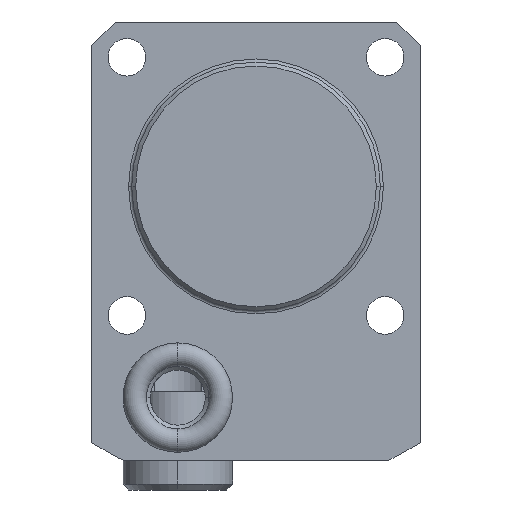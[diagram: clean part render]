
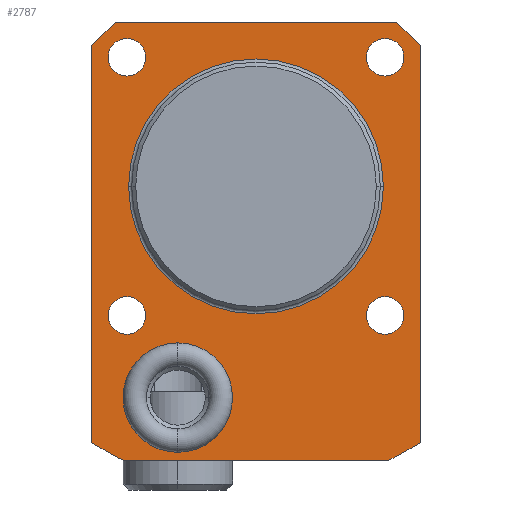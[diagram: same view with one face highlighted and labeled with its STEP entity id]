
A CAD part, front view. The second image highlights one B-rep face of the part: STEP entity #2787.
In plain terms, the highlighted planar face has unit normal (0, -1, 0).
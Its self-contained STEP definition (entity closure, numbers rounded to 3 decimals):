
#317=CARTESIAN_POINT('',(0.,0.,0.));
#318=DIRECTION('',(0.,1.,0.));
#319=DIRECTION('',(-1.,0.,0.));
#320=AXIS2_PLACEMENT_3D('',#317,#318,#319);
#325=CARTESIAN_POINT('',(0.,0.,0.));
#326=DIRECTION('',(0.,1.,0.));
#327=DIRECTION('',(1.,0.,0.));
#328=AXIS2_PLACEMENT_3D('',#325,#326,#327);
#333=DIRECTION('',(1.,0.,0.));
#334=VECTOR('',#333,33.931);
#335=CARTESIAN_POINT('',(-16.965,0.,-35.));
#336=LINE('',#335,#334);
#340=DIRECTION('',(0.,0.,-1.));
#341=VECTOR('',#340,50.739);
#342=CARTESIAN_POINT('',(-21.,0.,18.));
#343=LINE('',#342,#341);
#347=DIRECTION('',(-0.707,0.,-0.707));
#348=VECTOR('',#347,4.243);
#349=CARTESIAN_POINT('',(-18.,0.,21.));
#350=LINE('',#349,#348);
#354=DIRECTION('',(-1.,0.,0.));
#355=VECTOR('',#354,36.);
#356=CARTESIAN_POINT('',(18.,0.,21.));
#357=LINE('',#356,#355);
#361=DIRECTION('',(-0.707,0.,0.707));
#362=VECTOR('',#361,4.243);
#363=CARTESIAN_POINT('',(21.,0.,18.));
#364=LINE('',#363,#362);
#368=DIRECTION('',(0.,0.,1.));
#369=VECTOR('',#368,50.739);
#370=CARTESIAN_POINT('',(21.,0.,-32.739));
#371=LINE('',#370,#369);
#375=CARTESIAN_POINT('',(-16.5,0.,-16.5));
#376=DIRECTION('',(0.,1.,0.));
#377=DIRECTION('',(-1.,0.,0.));
#378=AXIS2_PLACEMENT_3D('',#375,#376,#377);
#383=CARTESIAN_POINT('',(-16.5,0.,-16.5));
#384=DIRECTION('',(0.,1.,0.));
#385=DIRECTION('',(1.,0.,0.));
#386=AXIS2_PLACEMENT_3D('',#383,#384,#385);
#391=CARTESIAN_POINT('',(16.5,0.,-16.5));
#392=DIRECTION('',(0.,1.,0.));
#393=DIRECTION('',(-1.,0.,0.));
#394=AXIS2_PLACEMENT_3D('',#391,#392,#393);
#399=CARTESIAN_POINT('',(16.5,0.,-16.5));
#400=DIRECTION('',(0.,1.,0.));
#401=DIRECTION('',(1.,0.,0.));
#402=AXIS2_PLACEMENT_3D('',#399,#400,#401);
#407=CARTESIAN_POINT('',(16.5,0.,16.5));
#408=DIRECTION('',(0.,1.,0.));
#409=DIRECTION('',(-1.,0.,0.));
#410=AXIS2_PLACEMENT_3D('',#407,#408,#409);
#415=CARTESIAN_POINT('',(16.5,0.,16.5));
#416=DIRECTION('',(0.,1.,0.));
#417=DIRECTION('',(1.,0.,0.));
#418=AXIS2_PLACEMENT_3D('',#415,#416,#417);
#423=CARTESIAN_POINT('',(-16.5,0.,16.5));
#424=DIRECTION('',(0.,1.,0.));
#425=DIRECTION('',(-1.,0.,0.));
#426=AXIS2_PLACEMENT_3D('',#423,#424,#425);
#431=CARTESIAN_POINT('',(-16.5,0.,16.5));
#432=DIRECTION('',(0.,1.,0.));
#433=DIRECTION('',(1.,0.,0.));
#434=AXIS2_PLACEMENT_3D('',#431,#432,#433);
#439=CARTESIAN_POINT('',(-10.,0.,-27.));
#440=DIRECTION('',(0.,-1.,0.));
#441=DIRECTION('',(-1.,0.,0.));
#442=AXIS2_PLACEMENT_3D('',#439,#440,#441);
#447=CARTESIAN_POINT('',(-10.,0.,-27.));
#448=DIRECTION('',(0.,-1.,0.));
#449=DIRECTION('',(1.,0.,0.));
#450=AXIS2_PLACEMENT_3D('',#447,#448,#449);
#570=CARTESIAN_POINT('',(0.,0.,0.));
#571=DIRECTION('',(0.,-1.,0.));
#572=DIRECTION('',(0.436,0.,-0.9));
#573=AXIS2_PLACEMENT_3D('',#570,#571,#572);
#624=CARTESIAN_POINT('',(0.,0.,0.));
#625=DIRECTION('',(0.,-1.,0.));
#626=DIRECTION('',(-0.54,0.,-0.842));
#627=AXIS2_PLACEMENT_3D('',#624,#625,#626);
#2158=CARTESIAN_POINT('',(-16.965,0.,-35.));
#2159=CARTESIAN_POINT('',(16.965,0.,-35.));
#2160=VERTEX_POINT('',#2158);
#2161=VERTEX_POINT('',#2159);
#2162=CARTESIAN_POINT('',(21.,0.,-32.739));
#2163=CARTESIAN_POINT('',(21.,0.,18.));
#2164=VERTEX_POINT('',#2162);
#2165=VERTEX_POINT('',#2163);
#2170=CARTESIAN_POINT('',(-21.,0.,-32.739));
#2171=VERTEX_POINT('',#2170);
#2172=CARTESIAN_POINT('',(-18.9,0.,-16.5));
#2173=CARTESIAN_POINT('',(-14.1,0.,-16.5));
#2174=VERTEX_POINT('',#2172);
#2175=VERTEX_POINT('',#2173);
#2176=CARTESIAN_POINT('',(14.1,0.,-16.5));
#2177=CARTESIAN_POINT('',(18.9,0.,-16.5));
#2178=VERTEX_POINT('',#2176);
#2179=VERTEX_POINT('',#2177);
#2180=CARTESIAN_POINT('',(14.1,0.,16.5));
#2181=CARTESIAN_POINT('',(18.9,0.,16.5));
#2182=VERTEX_POINT('',#2180);
#2183=VERTEX_POINT('',#2181);
#2184=CARTESIAN_POINT('',(-18.9,0.,16.5));
#2185=CARTESIAN_POINT('',(-14.1,0.,16.5));
#2186=VERTEX_POINT('',#2184);
#2187=VERTEX_POINT('',#2185);
#2217=CARTESIAN_POINT('',(-16.285,0.,0.));
#2218=CARTESIAN_POINT('',(16.285,0.,0.));
#2219=VERTEX_POINT('',#2217);
#2220=VERTEX_POINT('',#2218);
#2309=CARTESIAN_POINT('',(-17.,0.,-27.));
#2310=CARTESIAN_POINT('',(-3.,0.,-27.));
#2311=VERTEX_POINT('',#2309);
#2312=VERTEX_POINT('',#2310);
#2423=CARTESIAN_POINT('',(18.,0.,21.));
#2424=VERTEX_POINT('',#2423);
#2425=CARTESIAN_POINT('',(-18.,0.,21.));
#2426=VERTEX_POINT('',#2425);
#2427=CARTESIAN_POINT('',(-21.,0.,18.));
#2428=VERTEX_POINT('',#2427);
#2729=CARTESIAN_POINT('',(0.,0.,0.));
#2730=DIRECTION('',(0.,-1.,0.));
#2731=DIRECTION('',(-1.,0.,0.));
#2732=AXIS2_PLACEMENT_3D('',#2729,#2730,#2731);
#2733=PLANE('',#2732);
#2735=ORIENTED_EDGE('',*,*,#2734,.F.);
#2737=ORIENTED_EDGE('',*,*,#2736,.F.);
#2739=ORIENTED_EDGE('',*,*,#2738,.F.);
#2741=ORIENTED_EDGE('',*,*,#2740,.F.);
#2743=ORIENTED_EDGE('',*,*,#2742,.F.);
#2745=ORIENTED_EDGE('',*,*,#2744,.F.);
#2747=ORIENTED_EDGE('',*,*,#2746,.F.);
#2749=ORIENTED_EDGE('',*,*,#2748,.F.);
#2750=EDGE_LOOP('',(#2735,#2737,#2739,#2741,#2743,#2745,#2747,#2749));
#2751=FACE_OUTER_BOUND('',#2750,.F.);
#2753=ORIENTED_EDGE('',*,*,#2752,.F.);
#2755=ORIENTED_EDGE('',*,*,#2754,.F.);
#2756=EDGE_LOOP('',(#2753,#2755));
#2757=FACE_BOUND('',#2756,.F.);
#2759=ORIENTED_EDGE('',*,*,#2758,.F.);
#2761=ORIENTED_EDGE('',*,*,#2760,.F.);
#2762=EDGE_LOOP('',(#2759,#2761));
#2763=FACE_BOUND('',#2762,.F.);
#2765=ORIENTED_EDGE('',*,*,#2764,.F.);
#2767=ORIENTED_EDGE('',*,*,#2766,.F.);
#2768=EDGE_LOOP('',(#2765,#2767));
#2769=FACE_BOUND('',#2768,.F.);
#2771=ORIENTED_EDGE('',*,*,#2770,.F.);
#2773=ORIENTED_EDGE('',*,*,#2772,.F.);
#2774=EDGE_LOOP('',(#2771,#2773));
#2775=FACE_BOUND('',#2774,.F.);
#2777=ORIENTED_EDGE('',*,*,#2776,.F.);
#2779=ORIENTED_EDGE('',*,*,#2778,.F.);
#2780=EDGE_LOOP('',(#2777,#2779));
#2781=FACE_BOUND('',#2780,.F.);
#2782=ORIENTED_EDGE('',*,*,#2719,.T.);
#2784=ORIENTED_EDGE('',*,*,#2783,.T.);
#2785=EDGE_LOOP('',(#2782,#2784));
#2786=FACE_BOUND('',#2785,.F.);
#321=CIRCLE('',#320,16.285);
#329=CIRCLE('',#328,16.285);
#379=CIRCLE('',#378,2.4);
#387=CIRCLE('',#386,2.4);
#395=CIRCLE('',#394,2.4);
#403=CIRCLE('',#402,2.4);
#411=CIRCLE('',#410,2.4);
#419=CIRCLE('',#418,2.4);
#427=CIRCLE('',#426,2.4);
#435=CIRCLE('',#434,2.4);
#443=CIRCLE('',#442,7.);
#451=CIRCLE('',#450,7.);
#574=CIRCLE('',#573,38.895);
#628=CIRCLE('',#627,38.895);
#2719=EDGE_CURVE('',#2311,#2312,#443,.T.);
#2734=EDGE_CURVE('',#2160,#2161,#336,.T.);
#2736=EDGE_CURVE('',#2171,#2160,#628,.T.);
#2738=EDGE_CURVE('',#2428,#2171,#343,.T.);
#2740=EDGE_CURVE('',#2426,#2428,#350,.T.);
#2742=EDGE_CURVE('',#2424,#2426,#357,.T.);
#2744=EDGE_CURVE('',#2165,#2424,#364,.T.);
#2746=EDGE_CURVE('',#2164,#2165,#371,.T.);
#2748=EDGE_CURVE('',#2161,#2164,#574,.T.);
#2752=EDGE_CURVE('',#2219,#2220,#321,.T.);
#2754=EDGE_CURVE('',#2220,#2219,#329,.T.);
#2758=EDGE_CURVE('',#2174,#2175,#379,.T.);
#2760=EDGE_CURVE('',#2175,#2174,#387,.T.);
#2764=EDGE_CURVE('',#2178,#2179,#395,.T.);
#2766=EDGE_CURVE('',#2179,#2178,#403,.T.);
#2770=EDGE_CURVE('',#2182,#2183,#411,.T.);
#2772=EDGE_CURVE('',#2183,#2182,#419,.T.);
#2776=EDGE_CURVE('',#2186,#2187,#427,.T.);
#2778=EDGE_CURVE('',#2187,#2186,#435,.T.);
#2783=EDGE_CURVE('',#2312,#2311,#451,.T.);
#2787=ADVANCED_FACE('',(#2751,#2757,#2763,#2769,#2775,#2781,#2786),#2733,.T.);
